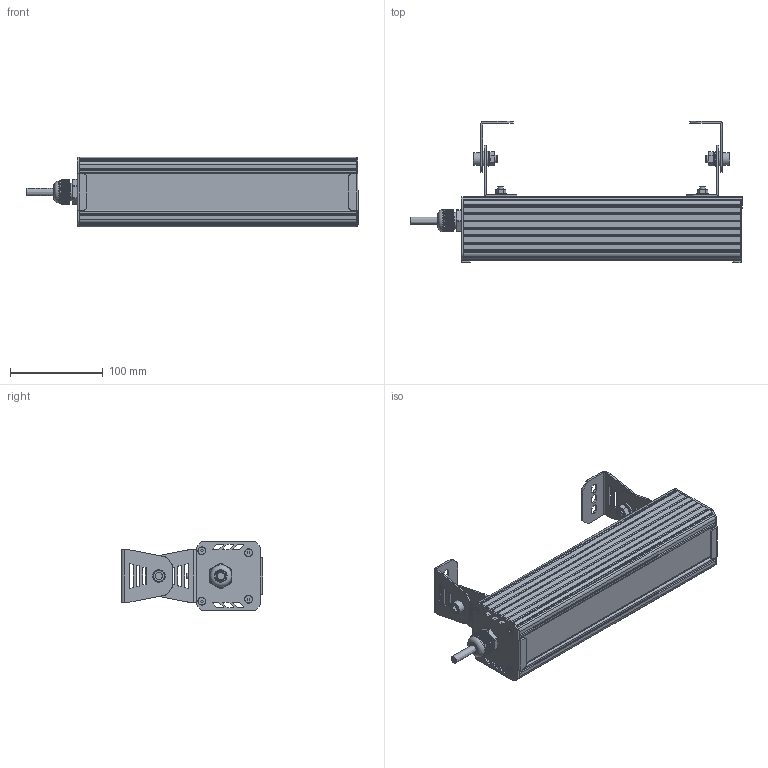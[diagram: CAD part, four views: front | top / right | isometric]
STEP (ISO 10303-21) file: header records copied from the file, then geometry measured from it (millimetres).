
FILE_DESCRIPTION(('STEP AP203'), '1');
FILE_NAME('001.0065.01.100 ÃÑÏ Ôàâîðèò-10', '2023-06-30T07:56:07', ('Ëóêîíèí Å Ï'), ('ÎÊÁ Ñâîé Ñòèëü'), 'C3D Converter', 'C3D Toolkit', '');
FILE_SCHEMA(('CONFIG_CONTROL_DESIGN'));
Length unit declared in the file: millimetre
Products named in the file (31): 001.0065.01.100; 001.0065.01.000
Assembly tree (63 placements, depth 4):
  001.0065.01.100
    (unnamed)
      (unnamed)
      (unnamed)
      (unnamed)
      (unnamed)  x4
      (unnamed)  x4
      (unnamed)
      (unnamed)
      (unnamed)
      (unnamed)
        (unnamed)
      (unnamed)
        (unnamed)  x4
        (unnamed)
        (unnamed)
        (unnamed)
        (unnamed)
        (unnamed)
        (unnamed)  x12
        (unnamed)  x12
    001.0065.01.000  x2
      (unnamed)
      (unnamed)
      (unnamed)
      (unnamed)
      (unnamed)
      (unnamed)
      (unnamed)
      (unnamed)
      (unnamed)
Bounding box: 357 x 152.18 x 75.05 mm (x, y, z)
Volume: 439866.5 mm3; surface area: 415599 mm2
Topology: 69 solids, 69 shells, 2072 faces, 5799 edges, 3887 vertices
Faces by surface type: plane 1157, cylinder 717, cone 166, bspline 17, torus 11, sphere 4
Full cylindrical faces by diameter (mm): 1 x4, 1.522 x4, 3.2 x4, 3.5 x4, 4 x8, 6 x4, 6.375 x2, 8 x12, 8.5 x8, 12 x3, 12.5 x1, 13.333 x2, 16 x5, 18.5 x3, 20 x1, 23.5 x1
Entity records: 91720 total; most frequent: CARTESIAN_POINT 38540, ORIENTED_EDGE 8896, DIRECTION 8074, EDGE_CURVE 4448, VERTEX_POINT 3034, AXIS2_PLACEMENT_3D 2759, LINE 2556, VECTOR 2556
